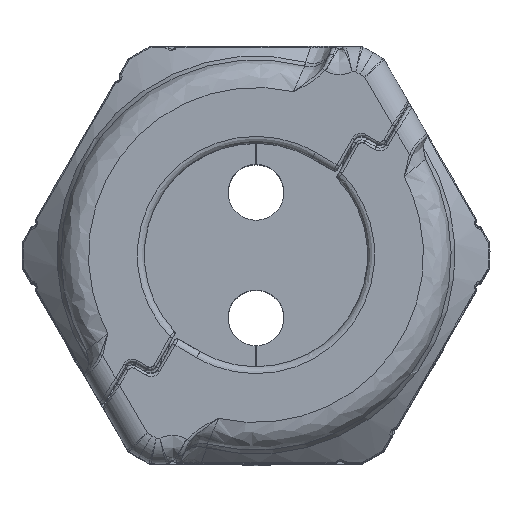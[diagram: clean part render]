
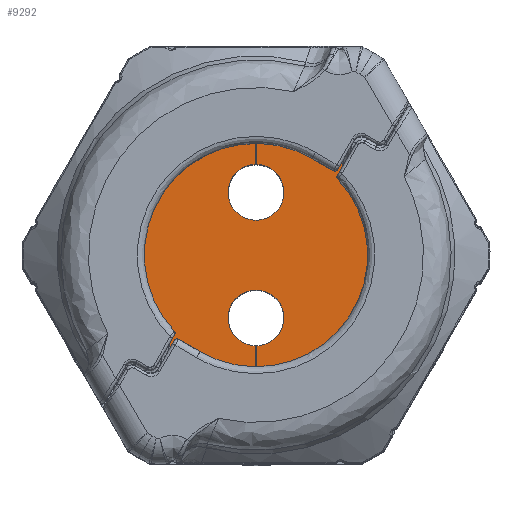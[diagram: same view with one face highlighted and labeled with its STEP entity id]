
A CAD part, top view. The second image highlights one B-rep face of the part: STEP entity #9292.
In plain terms, the highlighted face is planar.
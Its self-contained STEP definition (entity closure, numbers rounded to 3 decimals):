
#1848 = DIRECTION ( 'NONE',  ( 0., 1., 0. ) ) ;
#1869 = ORIENTED_EDGE ( 'NONE', *, *, #17204, .F. ) ;
#3346 = AXIS2_PLACEMENT_3D ( 'NONE', #40765, #11351, #45714 ) ;
#3375 = AXIS2_PLACEMENT_3D ( 'NONE', #48797, #19308, #53786 ) ;
#3584 = ORIENTED_EDGE ( 'NONE', *, *, #12116, .T. ) ;
#3959 = DIRECTION ( 'NONE',  ( 0., 0., -1. ) ) ;
#5530 = CIRCLE ( 'NONE', #3375, 9. ) ;
#5568 = CARTESIAN_POINT ( 'NONE',  ( 0.05, 22.5, 6.499 ) ) ;
#6250 = EDGE_CURVE ( 'NONE', #36780, #20387, #27575, .T. ) ;
#6590 = ORIENTED_EDGE ( 'NONE', *, *, #23938, .F. ) ;
#6617 = VERTEX_POINT ( 'NONE', #10279 ) ;
#7173 = DIRECTION ( 'NONE',  ( 0., 1., 0. ) ) ;
#8526 = CARTESIAN_POINT ( 'NONE',  ( 0., 22.5, 4.5 ) ) ;
#9292 = ADVANCED_FACE ( 'NONE', ( #46174 ), #61049, .T. ) ;
#9401 = LINE ( 'NONE', #23313, #60274 ) ;
#9455 = EDGE_CURVE ( 'NONE', #49918, #35122, #45370, .T. ) ;
#10279 = CARTESIAN_POINT ( 'NONE',  ( 0., 22.5, -2.5 ) ) ;
#10553 = DIRECTION ( 'NONE',  ( 0., 0., -1. ) ) ;
#10927 = ORIENTED_EDGE ( 'NONE', *, *, #13988, .F. ) ;
#11192 = CIRCLE ( 'NONE', #23566, 2. ) ;
#11351 = DIRECTION ( 'NONE',  ( 0., 1., 0. ) ) ;
#12116 = EDGE_CURVE ( 'NONE', #27372, #35122, #5530, .T. ) ;
#12883 = VERTEX_POINT ( 'NONE', #17632 ) ;
#13480 = DIRECTION ( 'NONE',  ( 0., 0., -1. ) ) ;
#13988 = EDGE_CURVE ( 'NONE', #20387, #44590, #35531, .T. ) ;
#15528 = CARTESIAN_POINT ( 'NONE',  ( -0.05, 22.5, 9. ) ) ;
#16033 = DIRECTION ( 'NONE',  ( 0., 0., 1. ) ) ;
#17204 = EDGE_CURVE ( 'NONE', #27372, #36780, #57989, .T. ) ;
#17300 = CIRCLE ( 'NONE', #24368, 9. ) ;
#17515 = ORIENTED_EDGE ( 'NONE', *, *, #9455, .F. ) ;
#17585 = CARTESIAN_POINT ( 'NONE',  ( 0.05, 22.5, -6.499 ) ) ;
#17632 = CARTESIAN_POINT ( 'NONE',  ( -0.05, 22.5, -6.499 ) ) ;
#18035 = ORIENTED_EDGE ( 'NONE', *, *, #24965, .T. ) ;
#18694 = VECTOR ( 'NONE', #10553, 1000. ) ;
#19308 = DIRECTION ( 'NONE',  ( 0., 1., 0. ) ) ;
#20387 = VERTEX_POINT ( 'NONE', #61501 ) ;
#21299 = CARTESIAN_POINT ( 'NONE',  ( 0.05, 22.5, -9. ) ) ;
#23313 = CARTESIAN_POINT ( 'NONE',  ( -0.05, 22.5, -6.499 ) ) ;
#23566 = AXIS2_PLACEMENT_3D ( 'NONE', #56956, #27495, #61993 ) ;
#23938 = EDGE_CURVE ( 'NONE', #12883, #6617, #39135, .T. ) ;
#24368 = AXIS2_PLACEMENT_3D ( 'NONE', #31237, #1848, #36171 ) ;
#24965 = EDGE_CURVE ( 'NONE', #31335, #44590, #17300, .T. ) ;
#26133 = EDGE_CURVE ( 'NONE', #31335, #12883, #9401, .T. ) ;
#26233 = AXIS2_PLACEMENT_3D ( 'NONE', #26328, #7173, #41564 ) ;
#26328 = CARTESIAN_POINT ( 'NONE',  ( 0., 22.5, 0. ) ) ;
#27297 = ORIENTED_EDGE ( 'NONE', *, *, #6250, .F. ) ;
#27372 = VERTEX_POINT ( 'NONE', #51769 ) ;
#27495 = DIRECTION ( 'NONE',  ( 0., 1., 0. ) ) ;
#27575 = CIRCLE ( 'NONE', #44054, 2. ) ;
#28320 = DIRECTION ( 'NONE',  ( 0., 0., 1. ) ) ;
#31237 = CARTESIAN_POINT ( 'NONE',  ( 0., 22.5, 0. ) ) ;
#31335 = VERTEX_POINT ( 'NONE', #57389 ) ;
#35122 = VERTEX_POINT ( 'NONE', #21299 ) ;
#35531 = LINE ( 'NONE', #60588, #60221 ) ;
#35748 = EDGE_CURVE ( 'NONE', #6617, #49918, #11192, .T. ) ;
#36171 = DIRECTION ( 'NONE',  ( 0., 0., 1. ) ) ;
#36780 = VERTEX_POINT ( 'NONE', #43892 ) ;
#39135 = CIRCLE ( 'NONE', #3346, 2. ) ;
#40765 = CARTESIAN_POINT ( 'NONE',  ( 0., 22.5, -4.5 ) ) ;
#41564 = DIRECTION ( 'NONE',  ( 0., 0., 1. ) ) ;
#42909 = DIRECTION ( 'NONE',  ( 0., 1., 0. ) ) ;
#43892 = CARTESIAN_POINT ( 'NONE',  ( 0.05, 22.5, 6.499 ) ) ;
#44054 = AXIS2_PLACEMENT_3D ( 'NONE', #8526, #42909, #13480 ) ;
#44294 = EDGE_LOOP ( 'NONE', ( #1869, #3584, #17515, #63100, #6590, #59638, #18035, #10927, #27297 ) ) ;
#44590 = VERTEX_POINT ( 'NONE', #15528 ) ;
#45370 = LINE ( 'NONE', #62975, #56980 ) ;
#45714 = DIRECTION ( 'NONE',  ( 0., 0., 1. ) ) ;
#46174 = FACE_OUTER_BOUND ( 'NONE', #44294, .T. ) ;
#48797 = CARTESIAN_POINT ( 'NONE',  ( 0., 22.5, 0. ) ) ;
#49918 = VERTEX_POINT ( 'NONE', #17585 ) ;
#51769 = CARTESIAN_POINT ( 'NONE',  ( 0.05, 22.5, 9. ) ) ;
#53786 = DIRECTION ( 'NONE',  ( 0., 0., 1. ) ) ;
#56956 = CARTESIAN_POINT ( 'NONE',  ( 0., 22.5, -4.5 ) ) ;
#56980 = VECTOR ( 'NONE', #3959, 1000. ) ;
#57389 = CARTESIAN_POINT ( 'NONE',  ( -0.05, 22.5, -9. ) ) ;
#57989 = LINE ( 'NONE', #5568, #18694 ) ;
#59638 = ORIENTED_EDGE ( 'NONE', *, *, #26133, .F. ) ;
#60221 = VECTOR ( 'NONE', #16033, 1000. ) ;
#60274 = VECTOR ( 'NONE', #28320, 1000. ) ;
#60588 = CARTESIAN_POINT ( 'NONE',  ( -0.05, 22.5, 15. ) ) ;
#61049 = PLANE ( 'NONE',  #26233 ) ;
#61501 = CARTESIAN_POINT ( 'NONE',  ( -0.05, 22.5, 6.499 ) ) ;
#61993 = DIRECTION ( 'NONE',  ( 0., 0., 1. ) ) ;
#62975 = CARTESIAN_POINT ( 'NONE',  ( 0.05, 22.5, -15. ) ) ;
#63100 = ORIENTED_EDGE ( 'NONE', *, *, #35748, .F. ) ;
